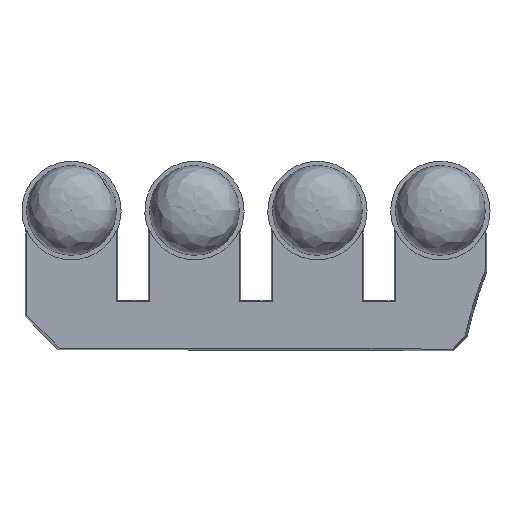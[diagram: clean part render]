
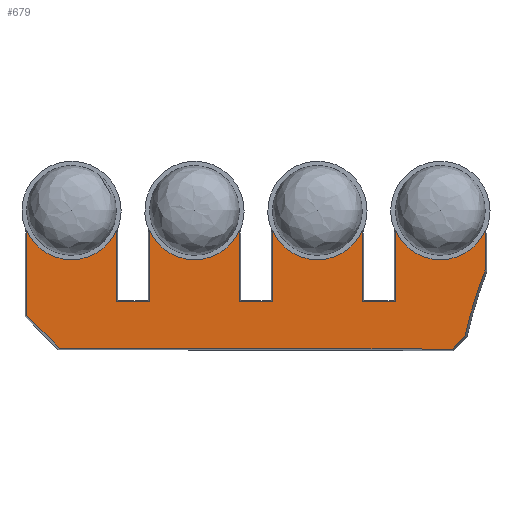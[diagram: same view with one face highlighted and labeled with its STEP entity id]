
A CAD part, top view. The second image highlights one B-rep face of the part: STEP entity #679.
In plain terms, the highlighted planar face has unit normal (0, 0, 1).
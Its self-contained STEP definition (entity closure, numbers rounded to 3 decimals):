
#31=CIRCLE('',#698,1.491);
#35=CIRCLE('',#706,1.491);
#39=CIRCLE('',#714,1.491);
#43=CIRCLE('',#722,1.491);
#51=CIRCLE('',#733,15.243);
#96=FACE_OUTER_BOUND('',#133,.T.);
#133=EDGE_LOOP('',(#593,#594,#595,#596,#597,#598,#599,#600,#601,#602,#603,
#604,#605,#606,#607,#608,#609,#610,#611));
#139=LINE('',#930,#188);
#141=LINE('',#974,#190);
#148=LINE('',#1003,#197);
#150=LINE('',#1045,#199);
#157=LINE('',#1074,#206);
#159=LINE('',#1114,#208);
#166=LINE('',#1143,#215);
#176=LINE('',#1210,#225);
#178=LINE('',#1221,#227);
#180=LINE('',#2121,#229);
#181=LINE('',#2123,#230);
#182=LINE('',#2125,#231);
#183=LINE('',#2127,#232);
#184=LINE('',#2129,#233);
#188=VECTOR('',#758,10.);
#190=VECTOR('',#770,10.);
#197=VECTOR('',#783,10.);
#199=VECTOR('',#795,10.);
#206=VECTOR('',#808,10.);
#208=VECTOR('',#820,10.);
#215=VECTOR('',#833,10.);
#225=VECTOR('',#865,10.);
#227=VECTOR('',#873,10.);
#229=VECTOR('',#895,10.);
#230=VECTOR('',#898,10.);
#231=VECTOR('',#901,10.);
#232=VECTOR('',#904,10.);
#233=VECTOR('',#907,10.);
#253=VERTEX_POINT('',#915);
#257=VERTEX_POINT('',#928);
#258=VERTEX_POINT('',#932);
#262=VERTEX_POINT('',#973);
#267=VERTEX_POINT('',#988);
#271=VERTEX_POINT('',#1001);
#272=VERTEX_POINT('',#1005);
#276=VERTEX_POINT('',#1044);
#281=VERTEX_POINT('',#1059);
#285=VERTEX_POINT('',#1072);
#286=VERTEX_POINT('',#1076);
#290=VERTEX_POINT('',#1113);
#295=VERTEX_POINT('',#1128);
#299=VERTEX_POINT('',#1141);
#300=VERTEX_POINT('',#1145);
#309=VERTEX_POINT('',#1201);
#311=VERTEX_POINT('',#1212);
#312=VERTEX_POINT('',#1218);
#313=VERTEX_POINT('',#1220);
#323=EDGE_CURVE('',#253,#257,#139,.F.);
#324=EDGE_CURVE('',#258,#253,#31,.F.);
#330=EDGE_CURVE('',#262,#258,#141,.T.);
#341=EDGE_CURVE('',#267,#271,#148,.F.);
#342=EDGE_CURVE('',#272,#267,#35,.F.);
#348=EDGE_CURVE('',#276,#272,#150,.T.);
#359=EDGE_CURVE('',#281,#285,#157,.F.);
#360=EDGE_CURVE('',#286,#281,#39,.F.);
#366=EDGE_CURVE('',#290,#286,#159,.T.);
#377=EDGE_CURVE('',#295,#299,#166,.F.);
#378=EDGE_CURVE('',#300,#295,#43,.F.);
#399=EDGE_CURVE('',#309,#300,#176,.T.);
#400=EDGE_CURVE('',#311,#309,#51,.T.);
#403=EDGE_CURVE('',#313,#312,#178,.F.);
#414=EDGE_CURVE('',#311,#312,#180,.T.);
#415=EDGE_CURVE('',#299,#290,#181,.F.);
#416=EDGE_CURVE('',#285,#276,#182,.F.);
#417=EDGE_CURVE('',#313,#257,#183,.T.);
#418=EDGE_CURVE('',#271,#262,#184,.F.);
#593=ORIENTED_EDGE('',*,*,#366,.T.);
#594=ORIENTED_EDGE('',*,*,#360,.T.);
#595=ORIENTED_EDGE('',*,*,#359,.T.);
#596=ORIENTED_EDGE('',*,*,#416,.T.);
#597=ORIENTED_EDGE('',*,*,#348,.T.);
#598=ORIENTED_EDGE('',*,*,#342,.T.);
#599=ORIENTED_EDGE('',*,*,#341,.T.);
#600=ORIENTED_EDGE('',*,*,#418,.T.);
#601=ORIENTED_EDGE('',*,*,#330,.T.);
#602=ORIENTED_EDGE('',*,*,#324,.T.);
#603=ORIENTED_EDGE('',*,*,#323,.T.);
#604=ORIENTED_EDGE('',*,*,#417,.F.);
#605=ORIENTED_EDGE('',*,*,#403,.T.);
#606=ORIENTED_EDGE('',*,*,#414,.F.);
#607=ORIENTED_EDGE('',*,*,#400,.T.);
#608=ORIENTED_EDGE('',*,*,#399,.T.);
#609=ORIENTED_EDGE('',*,*,#378,.T.);
#610=ORIENTED_EDGE('',*,*,#377,.T.);
#611=ORIENTED_EDGE('',*,*,#415,.T.);
#642=PLANE('',#748);
#679=ADVANCED_FACE('',(#96),#642,.F.);
#698=AXIS2_PLACEMENT_3D('',#933,#761,#762);
#706=AXIS2_PLACEMENT_3D('',#1006,#786,#787);
#714=AXIS2_PLACEMENT_3D('',#1077,#811,#812);
#722=AXIS2_PLACEMENT_3D('',#1146,#836,#837);
#733=AXIS2_PLACEMENT_3D('',#1213,#868,#869);
#748=AXIS2_PLACEMENT_3D('',#2128,#905,#906);
#758=DIRECTION('',(0.,1.,0.));
#761=DIRECTION('center_axis',(0.,0.,
1.));
#762=DIRECTION('ref_axis',(-1.,0.,0.));
#770=DIRECTION('',(0.,1.,0.));
#783=DIRECTION('',(0.,1.,0.));
#786=DIRECTION('center_axis',(0.,0.,
1.));
#787=DIRECTION('ref_axis',(-1.,0.,0.));
#795=DIRECTION('',(0.,1.,0.));
#808=DIRECTION('',(0.,1.,0.));
#811=DIRECTION('center_axis',(0.,0.,
1.));
#812=DIRECTION('ref_axis',(-1.,0.,0.));
#820=DIRECTION('',(0.,1.,0.));
#833=DIRECTION('',(0.,1.,0.));
#836=DIRECTION('center_axis',(0.,0.,
1.));
#837=DIRECTION('ref_axis',(-1.,0.,0.));
#865=DIRECTION('',(0.002,1.,0.));
#868=DIRECTION('center_axis',(0.,0.,
-1.));
#869=DIRECTION('ref_axis',(0.,1.,0.));
#873=DIRECTION('',(-1.,0.002,0.));
#895=DIRECTION('',(-0.709,-0.705,0.));
#898=DIRECTION('',(1.,0.,0.));
#901=DIRECTION('',(1.,0.,0.));
#904=DIRECTION('',(-0.706,0.708,0.));
#905=DIRECTION('center_axis',(0.,0.,
-1.));
#906=DIRECTION('ref_axis',(-1.,0.,0.));
#907=DIRECTION('',(1.,0.,0.));
#915=CARTESIAN_POINT('',(-7.369,-14.39,9.39));
#928=CARTESIAN_POINT('',(-7.369,-16.984,9.39));
#930=CARTESIAN_POINT('',(-7.369,-14.051,9.39));
#932=CARTESIAN_POINT('',(-4.631,-14.39,9.39));
#933=CARTESIAN_POINT('Origin',(-6.,-13.8,9.39));
#973=CARTESIAN_POINT('',(-4.631,-16.58,9.39));
#974=CARTESIAN_POINT('',(-4.631,-15.425,9.39));
#988=CARTESIAN_POINT('',(-3.619,-14.39,9.39));
#1001=CARTESIAN_POINT('',(-3.619,-16.58,9.39));
#1003=CARTESIAN_POINT('',(-3.619,-14.05,9.39));
#1005=CARTESIAN_POINT('',(-0.881,-14.39,9.39));
#1006=CARTESIAN_POINT('Origin',(-2.25,-13.8,9.39));
#1044=CARTESIAN_POINT('',(-0.881,-16.58,9.39));
#1045=CARTESIAN_POINT('',(-0.881,-15.425,9.39));
#1059=CARTESIAN_POINT('',(0.131,-14.39,9.39));
#1072=CARTESIAN_POINT('',(0.131,-16.58,9.39));
#1074=CARTESIAN_POINT('',(0.131,-14.05,9.39));
#1076=CARTESIAN_POINT('',(2.869,-14.39,9.39));
#1077=CARTESIAN_POINT('Origin',(1.5,-13.8,9.39));
#1113=CARTESIAN_POINT('',(2.869,-16.58,9.39));
#1114=CARTESIAN_POINT('',(2.869,-15.425,9.39));
#1128=CARTESIAN_POINT('',(3.881,-14.39,9.39));
#1141=CARTESIAN_POINT('',(3.881,-16.58,9.39));
#1143=CARTESIAN_POINT('',(3.881,-14.05,9.39));
#1145=CARTESIAN_POINT('',(6.618,-14.393,9.39));
#1146=CARTESIAN_POINT('Origin',(5.25,-13.8,9.39));
#1201=CARTESIAN_POINT('',(6.615,-15.602,9.39));
#1210=CARTESIAN_POINT('',(6.614,-15.933,9.39));
#1212=CARTESIAN_POINT('',(5.993,-17.634,9.39));
#1213=CARTESIAN_POINT('Origin',(20.844,-21.071,9.39));
#1218=CARTESIAN_POINT('',(5.609,-18.016,9.39));
#1220=CARTESIAN_POINT('',(-6.369,-17.987,9.39));
#1221=CARTESIAN_POINT('',(-3.943,-17.993,9.39));
#2121=CARTESIAN_POINT('',(5.285,-18.338,9.39));
#2123=CARTESIAN_POINT('',(1.688,-16.58,9.39));
#2125=CARTESIAN_POINT('',(1.688,-16.58,9.39));
#2127=CARTESIAN_POINT('',(-6.046,-18.31,9.39));
#2128=CARTESIAN_POINT('Origin',(-0.375,-14.299,9.39));
#2129=CARTESIAN_POINT('',(1.688,-16.58,9.39));
